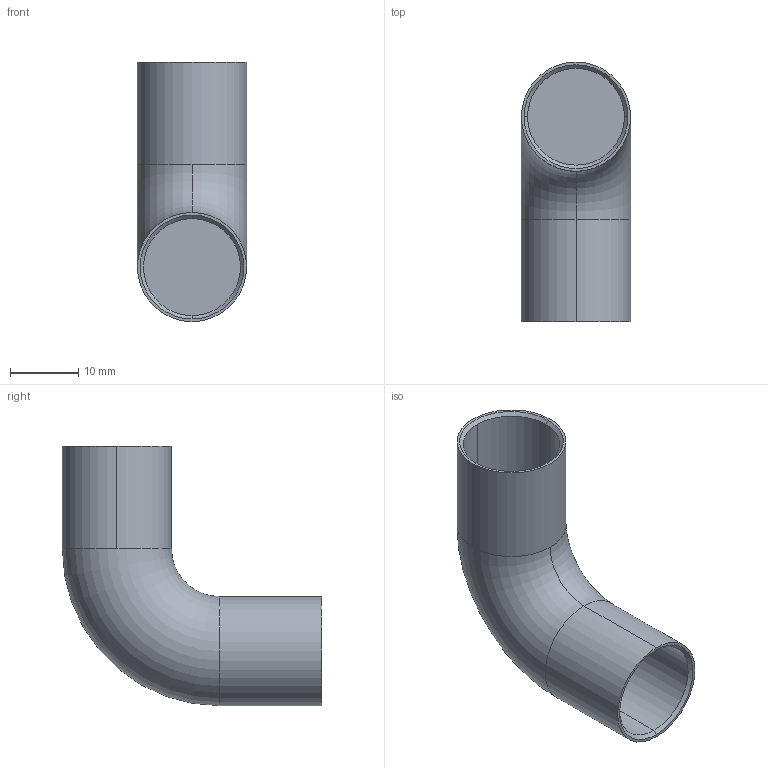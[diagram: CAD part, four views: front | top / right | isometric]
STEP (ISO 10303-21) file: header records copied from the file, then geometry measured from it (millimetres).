
FILE_DESCRIPTION (( 'STEP AP203' ), '1' );
FILE_NAME ('50498-240-14.step', '2020-10-12T11:54:54', ( '' ), ( '' ), 'SwSTEP 2.0', 'SolidWorks 2018', '' );
FILE_SCHEMA (( 'CONFIG_CONTROL_DESIGN' ));
Length unit declared in the file: millimetre
Products named in the file (2): 50498-240-14
Bounding box: 16 x 38 x 38 mm (x, y, z)
Volume: 6006.6 mm3; surface area: 4413.8 mm2
Topology: 1 solids, 1 shells, 277 faces, 722 edges, 480 vertices
Faces by surface type: plane 126, bspline 106, cylinder 39, cone 4, torus 2
Entity records: 12881 total; most frequent: CARTESIAN_POINT 6603, ORIENTED_EDGE 1444, DIRECTION 958, EDGE_CURVE 722, VERTEX_POINT 480, VECTOR 348, LINE 348, EDGE_LOOP 310
